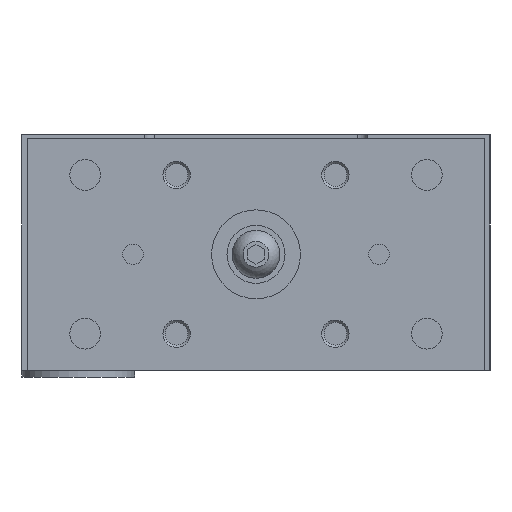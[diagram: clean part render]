
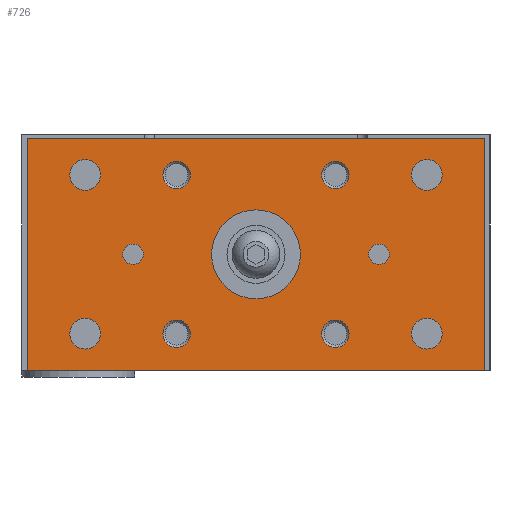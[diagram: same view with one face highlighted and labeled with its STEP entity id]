
A CAD part, left-side view. The second image highlights one B-rep face of the part: STEP entity #726.
In plain terms, the highlighted planar face has unit normal (-1, 0, 0).
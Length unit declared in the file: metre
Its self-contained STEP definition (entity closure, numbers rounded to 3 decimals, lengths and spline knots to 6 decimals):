
#726 = ADVANCED_FACE( '', ( #1773, #1774, #1775, #1776, #1777, #1778, #1779, #1780, #1781, #1782, #1783, #1784 ), #1785, .F. );
#1773 = FACE_BOUND( '', #3169, .T. );
#1774 = FACE_BOUND( '', #3170, .T. );
#1775 = FACE_BOUND( '', #3171, .T. );
#1776 = FACE_BOUND( '', #3172, .T. );
#1777 = FACE_BOUND( '', #3173, .T. );
#1778 = FACE_BOUND( '', #3174, .T. );
#1779 = FACE_BOUND( '', #3175, .T. );
#1780 = FACE_BOUND( '', #3176, .T. );
#1781 = FACE_BOUND( '', #3177, .T. );
#1782 = FACE_BOUND( '', #3178, .T. );
#1783 = FACE_BOUND( '', #3179, .T. );
#1784 = FACE_OUTER_BOUND( '', #3180, .T. );
#1785 = PLANE( '', #3181 );
#3169 = EDGE_LOOP( '', ( #5156 ) );
#3170 = EDGE_LOOP( '', ( #5157 ) );
#3171 = EDGE_LOOP( '', ( #5158 ) );
#3172 = EDGE_LOOP( '', ( #5159 ) );
#3173 = EDGE_LOOP( '', ( #5160 ) );
#3174 = EDGE_LOOP( '', ( #5161 ) );
#3175 = EDGE_LOOP( '', ( #5162 ) );
#3176 = EDGE_LOOP( '', ( #5163 ) );
#3177 = EDGE_LOOP( '', ( #5164 ) );
#3178 = EDGE_LOOP( '', ( #5165 ) );
#3179 = EDGE_LOOP( '', ( #5166 ) );
#3180 = EDGE_LOOP( '', ( #5167, #5168, #5169, #5170 ) );
#3181 = AXIS2_PLACEMENT_3D( '', #5171, #5172, #5173 );
#5156 = ORIENTED_EDGE( '', *, *, #7215, .T. );
#5157 = ORIENTED_EDGE( '', *, *, #7216, .T. );
#5158 = ORIENTED_EDGE( '', *, *, #7217, .F. );
#5159 = ORIENTED_EDGE( '', *, *, #7218, .F. );
#5160 = ORIENTED_EDGE( '', *, *, #7208, .T. );
#5161 = ORIENTED_EDGE( '', *, *, #7219, .F. );
#5162 = ORIENTED_EDGE( '', *, *, #7220, .T. );
#5163 = ORIENTED_EDGE( '', *, *, #6786, .T. );
#5164 = ORIENTED_EDGE( '', *, *, #7035, .F. );
#5165 = ORIENTED_EDGE( '', *, *, #7138, .F. );
#5166 = ORIENTED_EDGE( '', *, *, #7221, .T. );
#5167 = ORIENTED_EDGE( '', *, *, #7222, .T. );
#5168 = ORIENTED_EDGE( '', *, *, #7223, .T. );
#5169 = ORIENTED_EDGE( '', *, *, #6677, .T. );
#5170 = ORIENTED_EDGE( '', *, *, #7224, .T. );
#5171 = CARTESIAN_POINT( '', ( -0.027, -0.067, -0.069 ) );
#5172 = DIRECTION( '', ( 1., 0., 0. ) );
#5173 = DIRECTION( '', ( 0., 0., -1. ) );
#6677 = EDGE_CURVE( '', #7709, #7707, #7710, .T. );
#6786 = EDGE_CURVE( '', #7899, #7899, #7900, .T. );
#7035 = EDGE_CURVE( '', #8305, #8305, #8306, .T. );
#7138 = EDGE_CURVE( '', #8455, #8455, #8456, .T. );
#7208 = EDGE_CURVE( '', #8555, #8555, #8556, .T. );
#7215 = EDGE_CURVE( '', #8565, #8565, #8566, .T. );
#7216 = EDGE_CURVE( '', #8567, #8567, #8568, .T. );
#7217 = EDGE_CURVE( '', #8569, #8569, #8570, .T. );
#7218 = EDGE_CURVE( '', #8571, #8571, #8572, .T. );
#7219 = EDGE_CURVE( '', #8573, #8573, #8574, .T. );
#7220 = EDGE_CURVE( '', #8575, #8575, #8576, .T. );
#7221 = EDGE_CURVE( '', #8577, #8577, #8578, .T. );
#7222 = EDGE_CURVE( '', #8579, #8580, #8581, .T. );
#7223 = EDGE_CURVE( '', #8580, #7709, #8582, .T. );
#7224 = EDGE_CURVE( '', #7707, #8579, #8583, .T. );
#7707 = VERTEX_POINT( '', #9172 );
#7709 = VERTEX_POINT( '', #9175 );
#7710 = LINE( '', #9176, #9177 );
#7899 = VERTEX_POINT( '', #9408 );
#7900 = CIRCLE( '', #9409, 0.0045 );
#8305 = VERTEX_POINT( '', #9950 );
#8306 = CIRCLE( '', #9951, 0.0045 );
#8455 = VERTEX_POINT( '', #10513 );
#8456 = CIRCLE( '', #10514, 0.0045 );
#8555 = VERTEX_POINT( '', #10626 );
#8556 = CIRCLE( '', #10627, 0.004 );
#8565 = VERTEX_POINT( '', #10637 );
#8566 = CIRCLE( '', #10638, 0.013 );
#8567 = VERTEX_POINT( '', #10639 );
#8568 = CIRCLE( '', #10640, 0.004 );
#8569 = VERTEX_POINT( '', #10641 );
#8570 = CIRCLE( '', #10642, 0.004 );
#8571 = VERTEX_POINT( '', #10643 );
#8572 = CIRCLE( '', #10644, 0.004 );
#8573 = VERTEX_POINT( '', #10645 );
#8574 = CIRCLE( '', #10646, 0.003 );
#8575 = VERTEX_POINT( '', #10647 );
#8576 = CIRCLE( '', #10648, 0.003 );
#8577 = VERTEX_POINT( '', #10649 );
#8578 = CIRCLE( '', #10650, 0.0045 );
#8579 = VERTEX_POINT( '', #10651 );
#8580 = VERTEX_POINT( '', #10652 );
#8581 = LINE( '', #10653, #10654 );
#8582 = LINE( '', #10655, #10656 );
#8583 = LINE( '', #10657, #10658 );
#9172 = CARTESIAN_POINT( '', ( -0.027, 0.067, -0.069 ) );
#9175 = CARTESIAN_POINT( '', ( -0.027, 0.067, -0.001 ) );
#9176 = CARTESIAN_POINT( '', ( -0.027, 0.067, -0.001 ) );
#9177 = VECTOR( '', #11472, 1. );
#9408 = CARTESIAN_POINT( '', ( -0.027, -0.0545, -0.05825 ) );
#9409 = AXIS2_PLACEMENT_3D( '', #11641, #11642, #11643 );
#9950 = CARTESIAN_POINT( '', ( -0.027, 0.0545, -0.05825 ) );
#9951 = AXIS2_PLACEMENT_3D( '', #11962, #11963, #11964 );
#10513 = CARTESIAN_POINT( '', ( -0.027, -0.0545, -0.01175 ) );
#10514 = AXIS2_PLACEMENT_3D( '', #12071, #12072, #12073 );
#10626 = CARTESIAN_POINT( '', ( -0.027, 0.01925, -0.01175 ) );
#10627 = AXIS2_PLACEMENT_3D( '', #12171, #12172, #12173 );
#10637 = CARTESIAN_POINT( '', ( -0.027, -0.013, -0.035 ) );
#10638 = AXIS2_PLACEMENT_3D( '', #12184, #12185, #12186 );
#10639 = CARTESIAN_POINT( '', ( -0.027, -0.01925, -0.05825 ) );
#10640 = AXIS2_PLACEMENT_3D( '', #12187, #12188, #12189 );
#10641 = CARTESIAN_POINT( '', ( -0.027, 0.01925, -0.05825 ) );
#10642 = AXIS2_PLACEMENT_3D( '', #12190, #12191, #12192 );
#10643 = CARTESIAN_POINT( '', ( -0.027, -0.01925, -0.01175 ) );
#10644 = AXIS2_PLACEMENT_3D( '', #12193, #12194, #12195 );
#10645 = CARTESIAN_POINT( '', ( -0.027, -0.033, -0.035 ) );
#10646 = AXIS2_PLACEMENT_3D( '', #12196, #12197, #12198 );
#10647 = CARTESIAN_POINT( '', ( -0.027, 0.033, -0.035 ) );
#10648 = AXIS2_PLACEMENT_3D( '', #12199, #12200, #12201 );
#10649 = CARTESIAN_POINT( '', ( -0.027, 0.0545, -0.01175 ) );
#10650 = AXIS2_PLACEMENT_3D( '', #12202, #12203, #12204 );
#10651 = CARTESIAN_POINT( '', ( -0.027, -0.067, -0.069 ) );
#10652 = CARTESIAN_POINT( '', ( -0.027, -0.067, -0.001 ) );
#10653 = CARTESIAN_POINT( '', ( -0.027, -0.067, -0.069 ) );
#10654 = VECTOR( '', #12205, 1. );
#10655 = CARTESIAN_POINT( '', ( -0.027, -0.067, -0.001 ) );
#10656 = VECTOR( '', #12206, 1. );
#10657 = CARTESIAN_POINT( '', ( -0.027, 0.067, -0.069 ) );
#10658 = VECTOR( '', #12207, 1. );
#11472 = DIRECTION( '', ( 0., 0., -1. ) );
#11641 = CARTESIAN_POINT( '', ( -0.027, -0.05, -0.05825 ) );
#11642 = DIRECTION( '', ( 1., 0., 0. ) );
#11643 = DIRECTION( '', ( 0., -1., 0. ) );
#11962 = CARTESIAN_POINT( '', ( -0.027, 0.05, -0.05825 ) );
#11963 = DIRECTION( '', ( -1., 0., 0. ) );
#11964 = DIRECTION( '', ( 0., 1., 0. ) );
#12071 = CARTESIAN_POINT( '', ( -0.027, -0.05, -0.01175 ) );
#12072 = DIRECTION( '', ( -1., 0., 0. ) );
#12073 = DIRECTION( '', ( 0., -1., 0. ) );
#12171 = CARTESIAN_POINT( '', ( -0.027, 0.02325, -0.01175 ) );
#12172 = DIRECTION( '', ( 1., 0., 0. ) );
#12173 = DIRECTION( '', ( 0., -1., 0. ) );
#12184 = CARTESIAN_POINT( '', ( -0.027, 0., -0.035 ) );
#12185 = DIRECTION( '', ( 1., 0., 0. ) );
#12186 = DIRECTION( '', ( 0., -1., 0. ) );
#12187 = CARTESIAN_POINT( '', ( -0.027, -0.02325, -0.05825 ) );
#12188 = DIRECTION( '', ( 1., 0., 0. ) );
#12189 = DIRECTION( '', ( 0., 1., 0. ) );
#12190 = CARTESIAN_POINT( '', ( -0.027, 0.02325, -0.05825 ) );
#12191 = DIRECTION( '', ( -1., 0., 0. ) );
#12192 = DIRECTION( '', ( 0., -1., 0. ) );
#12193 = CARTESIAN_POINT( '', ( -0.027, -0.02325, -0.01175 ) );
#12194 = DIRECTION( '', ( -1., 0., 0. ) );
#12195 = DIRECTION( '', ( 0., 1., 0. ) );
#12196 = CARTESIAN_POINT( '', ( -0.027, -0.036, -0.035 ) );
#12197 = DIRECTION( '', ( -1., 0., 0. ) );
#12198 = DIRECTION( '', ( 0., 1., 0. ) );
#12199 = CARTESIAN_POINT( '', ( -0.027, 0.036, -0.035 ) );
#12200 = DIRECTION( '', ( 1., 0., 0. ) );
#12201 = DIRECTION( '', ( 0., -1., 0. ) );
#12202 = CARTESIAN_POINT( '', ( -0.027, 0.05, -0.01175 ) );
#12203 = DIRECTION( '', ( 1., 0., 0. ) );
#12204 = DIRECTION( '', ( 0., 1., 0. ) );
#12205 = DIRECTION( '', ( 0., 0., 1. ) );
#12206 = DIRECTION( '', ( 0., 1., 0. ) );
#12207 = DIRECTION( '', ( 0., -1., 0. ) );
